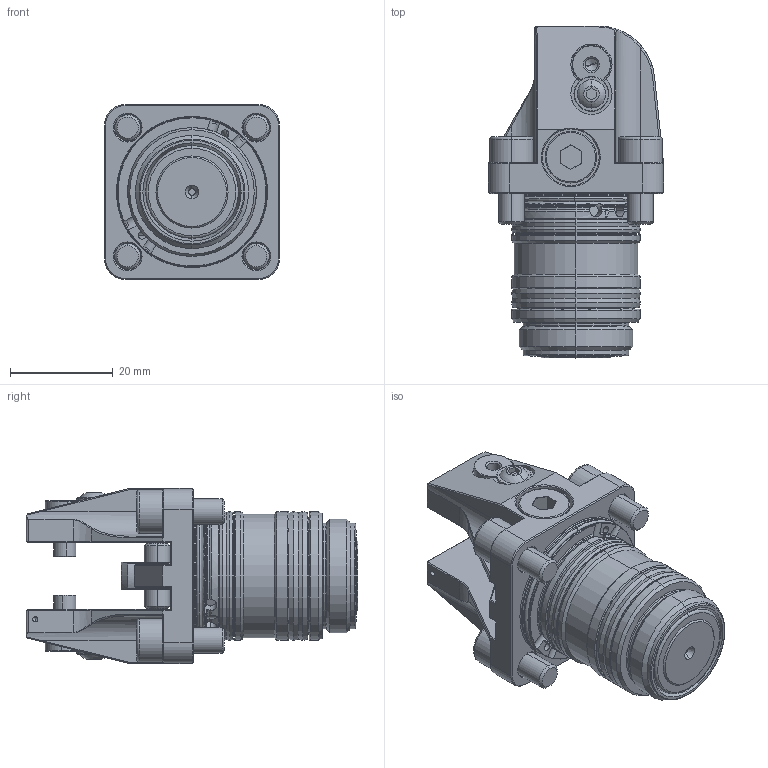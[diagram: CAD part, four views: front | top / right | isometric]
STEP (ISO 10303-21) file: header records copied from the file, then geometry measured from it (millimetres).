
FILE_DESCRIPTION (( 'STEP AP214' ), '1' );
FILE_NAME ('DLSP-A1805-000.step', '2025-12-19T07:34:51', ( '' ), ( '' ), 'SwSTEP 2.0', 'SolidWorks 2025', '' );
FILE_SCHEMA (( 'AUTOMOTIVE_DESIGN' ));
Length unit declared in the file: millimetre
Products named in the file (1): DLSP-A1805-000
Bounding box: 34 x 64.45 x 34 mm (x, y, z)
Volume: 30262.9 mm3; surface area: 16876.8 mm2
Topology: 15 solids, 16 shells, 756 faces, 1749 edges, 1035 vertices
Faces by surface type: plane 267, cone 202, cylinder 183, torus 86, bspline 14, sphere 4
Entity records: 23188 total; most frequent: CARTESIAN_POINT 5946, DIRECTION 3706, ORIENTED_EDGE 3454, EDGE_CURVE 1727, AXIS2_PLACEMENT_3D 1452, VERTEX_POINT 1035, EDGE_LOOP 824, LINE 802
